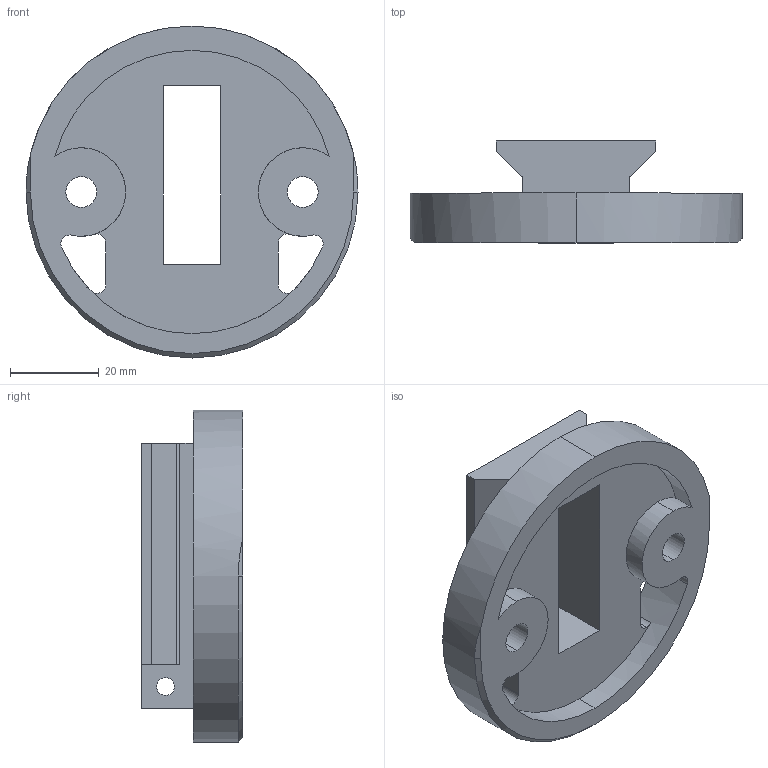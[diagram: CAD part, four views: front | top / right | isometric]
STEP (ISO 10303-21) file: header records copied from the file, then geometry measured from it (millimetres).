
FILE_DESCRIPTION (( 'STEP AP214' ), '1' );
FILE_NAME ('UR5_Dovetail_Male_mount and Strain Releif.STEP', '2024-07-30T20:12:59', ( '' ), ( '' ), 'SwSTEP 2.0', 'SolidWorks 2023', '' );
FILE_SCHEMA (( 'AUTOMOTIVE_DESIGN' ));
Length unit declared in the file: millimetre
Products named in the file (1): UR5_Dovetail_Male_mount and Strain Releif
Bounding box: 75 x 22.93 x 75 mm (x, y, z)
Volume: 42705.3 mm3; surface area: 17450 mm2
Topology: 1 solids, 1 shells, 56 faces, 156 edges, 104 vertices
Faces by surface type: cylinder 31, plane 24, cone 1
Entity records: 1876 total; most frequent: DIRECTION 337, CARTESIAN_POINT 323, ORIENTED_EDGE 312, EDGE_CURVE 156, AXIS2_PLACEMENT_3D 126, VERTEX_POINT 104, VECTOR 85, LINE 85
